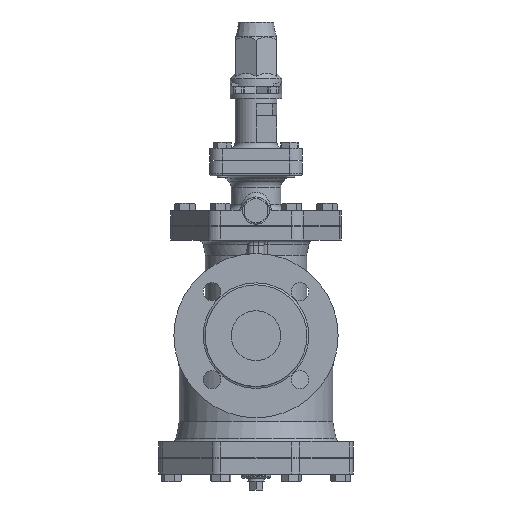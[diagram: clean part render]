
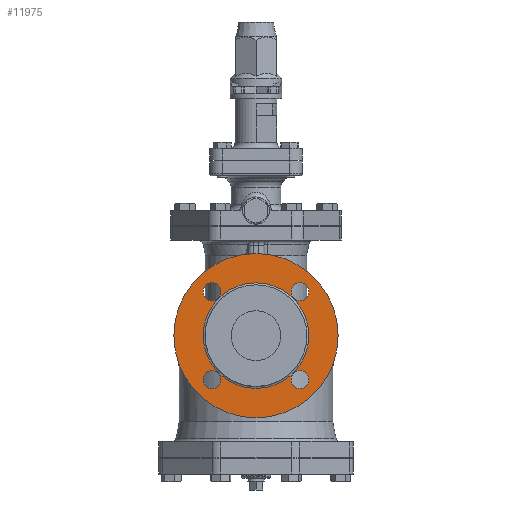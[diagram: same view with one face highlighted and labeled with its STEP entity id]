
A CAD part, left-side view. The second image highlights one B-rep face of the part: STEP entity #11975.
In plain terms, the highlighted planar face has unit normal (-1, 0, 0).
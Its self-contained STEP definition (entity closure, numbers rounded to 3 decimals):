
#534=FACE_BOUND('',#2782,.T.);
#535=FACE_BOUND('',#2783,.T.);
#536=FACE_BOUND('',#2784,.T.);
#537=FACE_BOUND('',#2785,.T.);
#538=FACE_BOUND('',#2786,.T.);
#1007=PLANE('',#13214);
#1817=FACE_OUTER_BOUND('',#2781,.T.);
#2781=EDGE_LOOP('',(#10927));
#2782=EDGE_LOOP('',(#10928));
#2783=EDGE_LOOP('',(#10929));
#2784=EDGE_LOOP('',(#10930));
#2785=EDGE_LOOP('',(#10931));
#2786=EDGE_LOOP('',(#10932));
#4732=CIRCLE('',#13211,53.);
#4734=CIRCLE('',#13215,82.5);
#4735=CIRCLE('',#13216,9.);
#4736=CIRCLE('',#13217,9.);
#4737=CIRCLE('',#13218,9.);
#4738=CIRCLE('',#13219,9.);
#6022=VERTEX_POINT('',#23994);
#6024=VERTEX_POINT('',#24000);
#6025=VERTEX_POINT('',#24002);
#6026=VERTEX_POINT('',#24004);
#6027=VERTEX_POINT('',#24006);
#6028=VERTEX_POINT('',#24008);
#7678=EDGE_CURVE('',#6022,#6022,#4732,.T.);
#7680=EDGE_CURVE('',#6024,#6024,#4734,.T.);
#7681=EDGE_CURVE('',#6025,#6025,#4735,.T.);
#7682=EDGE_CURVE('',#6026,#6026,#4736,.T.);
#7683=EDGE_CURVE('',#6027,#6027,#4737,.T.);
#7684=EDGE_CURVE('',#6028,#6028,#4738,.T.);
#10927=ORIENTED_EDGE('',*,*,#7680,.F.);
#10928=ORIENTED_EDGE('',*,*,#7681,.F.);
#10929=ORIENTED_EDGE('',*,*,#7682,.F.);
#10930=ORIENTED_EDGE('',*,*,#7683,.F.);
#10931=ORIENTED_EDGE('',*,*,#7684,.F.);
#10932=ORIENTED_EDGE('',*,*,#7678,.F.);
#11975=ADVANCED_FACE('',(#1817,#534,#535,#536,#537,#538),#1007,.F.);
#13211=AXIS2_PLACEMENT_3D('',#23995,#16289,#16290);
#13214=AXIS2_PLACEMENT_3D('',#23999,#16295,#16296);
#13215=AXIS2_PLACEMENT_3D('',#24001,#16297,#16298);
#13216=AXIS2_PLACEMENT_3D('',#24003,#16299,#16300);
#13217=AXIS2_PLACEMENT_3D('',#24005,#16301,#16302);
#13218=AXIS2_PLACEMENT_3D('',#24007,#16303,#16304);
#13219=AXIS2_PLACEMENT_3D('',#24009,#16305,#16306);
#16289=DIRECTION('center_axis',(-1.,0.,0.));
#16290=DIRECTION('ref_axis',(0.,0.,1.));
#16295=DIRECTION('center_axis',(1.,0.,0.));
#16296=DIRECTION('ref_axis',(0.,0.,-1.));
#16297=DIRECTION('center_axis',(1.,0.,0.));
#16298=DIRECTION('ref_axis',(0.,0.,1.));
#16299=DIRECTION('center_axis',(-1.,0.,0.));
#16300=DIRECTION('ref_axis',(0.,1.,0.));
#16301=DIRECTION('center_axis',(-1.,0.,0.));
#16302=DIRECTION('ref_axis',(0.,0.,
1.));
#16303=DIRECTION('center_axis',(-1.,0.,0.));
#16304=DIRECTION('ref_axis',(0.,-1.,0.));
#16305=DIRECTION('center_axis',(-1.,0.,0.));
#16306=DIRECTION('ref_axis',(0.,0.,-1.));
#23994=CARTESIAN_POINT('',(-124.5,0.,-53.));
#23995=CARTESIAN_POINT('Origin',(-124.5,0.,0.));
#23999=CARTESIAN_POINT('Origin',(-124.5,0.,0.));
#24000=CARTESIAN_POINT('',(-124.5,0.,-82.5));
#24001=CARTESIAN_POINT('Origin',(-124.5,0.,0.));
#24002=CARTESIAN_POINT('',(-124.5,-44.194,35.194));
#24003=CARTESIAN_POINT('Origin',(-124.5,-44.194,44.194));
#24004=CARTESIAN_POINT('',(-124.5,-44.194,-53.194));
#24005=CARTESIAN_POINT('Origin',(-124.5,-44.194,-44.194));
#24006=CARTESIAN_POINT('',(-124.5,44.194,-53.194));
#24007=CARTESIAN_POINT('Origin',(-124.5,44.194,-44.194));
#24008=CARTESIAN_POINT('',(-124.5,44.194,35.194));
#24009=CARTESIAN_POINT('Origin',(-124.5,44.194,44.194));
